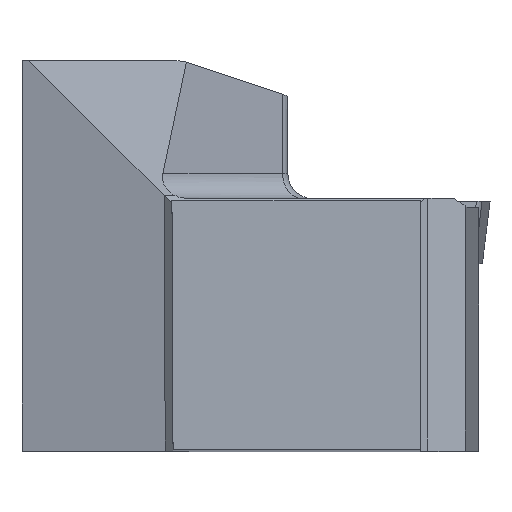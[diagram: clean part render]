
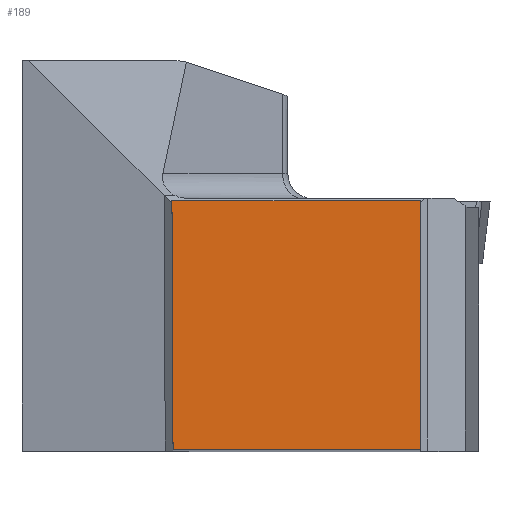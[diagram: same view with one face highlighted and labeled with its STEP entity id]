
A CAD part, top view. The second image highlights one B-rep face of the part: STEP entity #189.
In plain terms, the highlighted planar face has unit normal (0, 0, 1).
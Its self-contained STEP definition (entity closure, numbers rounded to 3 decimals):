
#137=FACE_OUTER_BOUND('',#489,.T.);
#189=ADVANCED_FACE('BLANK_BOXF006',(#137),#237,.F.);
#237=PLANE('',#1171);
#295=LINE('',#1718,#385);
#312=LINE('',#1766,#402);
#313=LINE('',#1768,#403);
#314=LINE('',#1770,#404);
#385=VECTOR('',#1343,1.);
#402=VECTOR('',#1380,1.);
#403=VECTOR('',#1381,1.);
#404=VECTOR('',#1382,1.);
#489=EDGE_LOOP('',(#639,#640,#641,#642));
#639=ORIENTED_EDGE('',*,*,#966,.T.);
#640=ORIENTED_EDGE('',*,*,#967,.T.);
#641=ORIENTED_EDGE('',*,*,#968,.T.);
#642=ORIENTED_EDGE('',*,*,#942,.T.);
#839=VERTEX_POINT('',#1717);
#840=VERTEX_POINT('',#1719);
#861=VERTEX_POINT('',#1767);
#862=VERTEX_POINT('',#1769);
#942=EDGE_CURVE('',#840,#839,#295,.T.);
#966=EDGE_CURVE('',#839,#861,#312,.T.);
#967=EDGE_CURVE('',#861,#862,#313,.T.);
#968=EDGE_CURVE('',#862,#840,#314,.T.);
#1171=AXIS2_PLACEMENT_3D('',#1771,#1383,#1384);
#1343=DIRECTION('',(1.,0.,0.));
#1380=DIRECTION('',(0.,1.,0.));
#1381=DIRECTION('',(-1.,0.,0.));
#1382=DIRECTION('',(0.004,-1.,0.));
#1383=DIRECTION('',(0.,0.,-1.));
#1384=DIRECTION('',(1.,0.,0.));
#1717=CARTESIAN_POINT('',(15.875,0.,0.));
#1718=CARTESIAN_POINT('',(-112.35,0.,0.));
#1719=CARTESIAN_POINT('',(0.069,0.,0.));
#1766=CARTESIAN_POINT('',(15.875,-112.35,0.));
#1767=CARTESIAN_POINT('',(15.875,15.875,0.));
#1768=CARTESIAN_POINT('',(112.35,15.875,0.));
#1769=CARTESIAN_POINT('',(0.,15.875,0.));
#1770=CARTESIAN_POINT('',(-0.421,112.349,0.));
#1771=CARTESIAN_POINT('',(31.35,-5.,0.));
